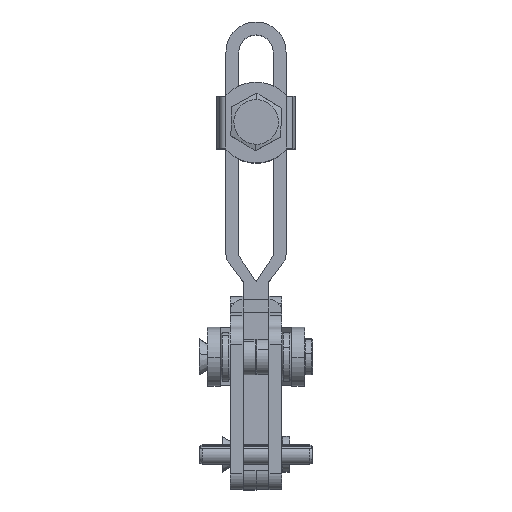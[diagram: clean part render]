
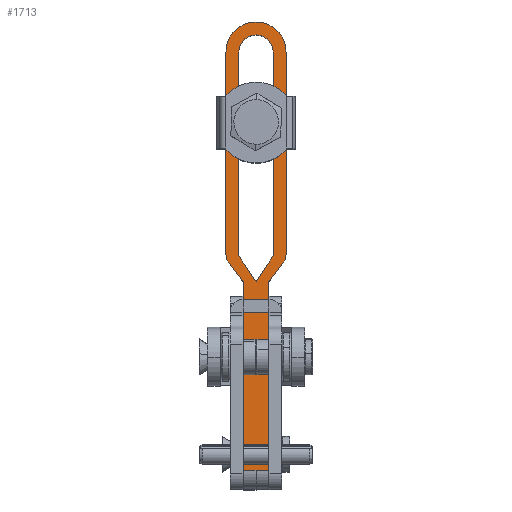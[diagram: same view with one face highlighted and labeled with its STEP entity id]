
A CAD part, front view. The second image highlights one B-rep face of the part: STEP entity #1713.
In plain terms, the highlighted face is planar.
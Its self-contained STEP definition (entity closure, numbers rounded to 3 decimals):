
#136 = LINE ( 'NONE', #19078, #7673 ) ;
#520 = CARTESIAN_POINT ( 'NONE',  ( -77276.963, -5243.678, 13.3 ) ) ;
#978 = DIRECTION ( 'NONE',  ( 0., 1., 0. ) ) ;
#1172 = LINE ( 'NONE', #20202, #35348 ) ;
#1506 = DIRECTION ( 'NONE',  ( 0., -1., 0. ) ) ;
#1673 = ORIENTED_EDGE ( 'NONE', *, *, #29578, .F. ) ;
#1713 = ADVANCED_FACE ( 'NONE', ( #23934, #40998 ), #32173, .F. ) ;
#1835 = CARTESIAN_POINT ( 'NONE',  ( -77276.963, -5310.35, 0. ) ) ;
#2057 = EDGE_CURVE ( 'NONE', #39290, #2102, #39449, .T. ) ;
#2063 = VERTEX_POINT ( 'NONE', #6905 ) ;
#2102 = VERTEX_POINT ( 'NONE', #35848 ) ;
#2373 = DIRECTION ( 'NONE',  ( 1., 0., 0. ) ) ;
#2599 = CARTESIAN_POINT ( 'NONE',  ( -77276.963, -5309.948, 14.6 ) ) ;
#2875 = CARTESIAN_POINT ( 'NONE',  ( -77276.963, -5355.997, 54.006 ) ) ;
#3138 = DIRECTION ( 'NONE',  ( 0., -0.799, -0.602 ) ) ;
#3594 = CARTESIAN_POINT ( 'NONE',  ( -77276.963, -5372.948, 4. ) ) ;
#3667 = ORIENTED_EDGE ( 'NONE', *, *, #33932, .F. ) ;
#3691 = VECTOR ( 'NONE', #15568, 1000. ) ;
#4584 = VECTOR ( 'NONE', #9537, 1000. ) ;
#4841 = LINE ( 'NONE', #33919, #37999 ) ;
#5636 = DIRECTION ( 'NONE',  ( 0., 0.833, 0.554 ) ) ;
#6103 = DIRECTION ( 'NONE',  ( 0., -0.799, 0.602 ) ) ;
#6478 = LINE ( 'NONE', #19143, #22558 ) ;
#6686 = EDGE_LOOP ( 'NONE', ( #1673, #23366, #28792, #39083, #39179 ) ) ;
#6755 = DIRECTION ( 'NONE',  ( 0., 0., -1. ) ) ;
#6905 = CARTESIAN_POINT ( 'NONE',  ( -77276.963, -5309.948, 4. ) ) ;
#7673 = VECTOR ( 'NONE', #38326, 1000. ) ;
#7686 = LINE ( 'NONE', #20728, #8687 ) ;
#7705 = EDGE_CURVE ( 'NONE', #2102, #20471, #6478, .T. ) ;
#8215 = DIRECTION ( 'NONE',  ( 0., 1., 0. ) ) ;
#8468 = CARTESIAN_POINT ( 'NONE',  ( -77276.963, -5310.35, 18.6 ) ) ;
#8687 = VECTOR ( 'NONE', #1506, 1000. ) ;
#8959 = DIRECTION ( 'NONE',  ( 1., 0., 0. ) ) ;
#9389 = VERTEX_POINT ( 'NONE', #40327 ) ;
#9537 = DIRECTION ( 'NONE',  ( 0., 0., -1. ) ) ;
#9826 = DIRECTION ( 'NONE',  ( -1., 0., 0. ) ) ;
#10060 = EDGE_CURVE ( 'NONE', #40589, #2063, #136, .T. ) ;
#10420 = DIRECTION ( 'NONE',  ( -1., 0., 0. ) ) ;
#10729 = LINE ( 'NONE', #26011, #26836 ) ;
#10829 = VERTEX_POINT ( 'NONE', #32113 ) ;
#11487 = AXIS2_PLACEMENT_3D ( 'NONE', #19780, #9826, #13332 ) ;
#11780 = LINE ( 'NONE', #2875, #27874 ) ;
#12354 = CARTESIAN_POINT ( 'NONE',  ( -77276.963, -5301.978, 9.3 ) ) ;
#12780 = CARTESIAN_POINT ( 'NONE',  ( -77276.963, -5243.678, 18.6 ) ) ;
#13332 = DIRECTION ( 'NONE',  ( 0., 0., 1. ) ) ;
#14130 = LINE ( 'NONE', #12780, #4584 ) ;
#14185 = VERTEX_POINT ( 'NONE', #14199 ) ;
#14199 = CARTESIAN_POINT ( 'NONE',  ( -77276.963, -5372.948, 14.6 ) ) ;
#14460 = CARTESIAN_POINT ( 'NONE',  ( -77276.963, -5310.35, 4. ) ) ;
#15155 = AXIS2_PLACEMENT_3D ( 'NONE', #14460, #36930, #17693 ) ;
#15433 = CARTESIAN_POINT ( 'NONE',  ( -77276.963, -5301.978, 13.3 ) ) ;
#15568 = DIRECTION ( 'NONE',  ( 0., -0.833, 0.554 ) ) ;
#16072 = CARTESIAN_POINT ( 'NONE',  ( -77276.963, -5243.678, 5.3 ) ) ;
#17325 = VECTOR ( 'NONE', #5636, 1000. ) ;
#17485 = EDGE_CURVE ( 'NONE', #40755, #9389, #25858, .T. ) ;
#17598 = VECTOR ( 'NONE', #38347, 1000. ) ;
#17693 = DIRECTION ( 'NONE',  ( 0., 0., 1. ) ) ;
#17760 = CIRCLE ( 'NONE', #41041, 5.3 ) ;
#17980 = EDGE_CURVE ( 'NONE', #35529, #20674, #10729, .T. ) ;
#18342 = EDGE_CURVE ( 'NONE', #14185, #40589, #17760, .T. ) ;
#18946 = AXIS2_PLACEMENT_3D ( 'NONE', #29696, #10420, #32906 ) ;
#19078 = CARTESIAN_POINT ( 'NONE',  ( -77276.963, -5372.948, 4. ) ) ;
#19143 = CARTESIAN_POINT ( 'NONE',  ( -77276.963, -5301.978, 5.3 ) ) ;
#19780 = CARTESIAN_POINT ( 'NONE',  ( -77276.963, -5382.678, 18.6 ) ) ;
#20202 = CARTESIAN_POINT ( 'NONE',  ( -77276.963, -5382.678, 0. ) ) ;
#20223 = VERTEX_POINT ( 'NONE', #28896 ) ;
#20471 = VERTEX_POINT ( 'NONE', #38114 ) ;
#20674 = VERTEX_POINT ( 'NONE', #32496 ) ;
#20728 = CARTESIAN_POINT ( 'NONE',  ( -77276.963, -5372.948, 14.6 ) ) ;
#20792 = LINE ( 'NONE', #12354, #3691 ) ;
#21403 = ORIENTED_EDGE ( 'NONE', *, *, #39860, .T. ) ;
#21599 = CARTESIAN_POINT ( 'NONE',  ( -77276.963, -5372.948, 9.3 ) ) ;
#22033 = EDGE_CURVE ( 'NONE', #20223, #35910, #27617, .T. ) ;
#22047 = VERTEX_POINT ( 'NONE', #15433 ) ;
#22212 = ORIENTED_EDGE ( 'NONE', *, *, #22033, .T. ) ;
#22375 = VECTOR ( 'NONE', #22922, 1000. ) ;
#22443 = ORIENTED_EDGE ( 'NONE', *, *, #39185, .T. ) ;
#22558 = VECTOR ( 'NONE', #3138, 1000. ) ;
#22922 = DIRECTION ( 'NONE',  ( 0., -1., 0. ) ) ;
#23366 = ORIENTED_EDGE ( 'NONE', *, *, #28827, .F. ) ;
#23934 = FACE_BOUND ( 'NONE', #6686, .T. ) ;
#24860 = DIRECTION ( 'NONE',  ( 0., 0., -1. ) ) ;
#25061 = CIRCLE ( 'NONE', #15155, 4. ) ;
#25858 = CIRCLE ( 'NONE', #18946, 9.3 ) ;
#25875 = LINE ( 'NONE', #28149, #17325 ) ;
#25894 = VERTEX_POINT ( 'NONE', #2599 ) ;
#26011 = CARTESIAN_POINT ( 'NONE',  ( -77276.963, -5243.678, 18.6 ) ) ;
#26151 = LINE ( 'NONE', #35130, #17598 ) ;
#26836 = VECTOR ( 'NONE', #6755, 1000. ) ;
#27617 = CIRCLE ( 'NONE', #31500, 4. ) ;
#27874 = VECTOR ( 'NONE', #6103, 1000. ) ;
#28122 = ORIENTED_EDGE ( 'NONE', *, *, #2057, .F. ) ;
#28149 = CARTESIAN_POINT ( 'NONE',  ( -77276.963, -5309.948, 4. ) ) ;
#28239 = CARTESIAN_POINT ( 'NONE',  ( -77276.963, -5310.35, 14.6 ) ) ;
#28682 = ORIENTED_EDGE ( 'NONE', *, *, #17485, .F. ) ;
#28792 = ORIENTED_EDGE ( 'NONE', *, *, #10060, .F. ) ;
#28827 = EDGE_CURVE ( 'NONE', #2063, #10829, #25875, .T. ) ;
#28896 = CARTESIAN_POINT ( 'NONE',  ( -77276.963, -5307.942, 17.795 ) ) ;
#29578 = EDGE_CURVE ( 'NONE', #10829, #25894, #20792, .T. ) ;
#29696 = CARTESIAN_POINT ( 'NONE',  ( -77276.963, -5372.948, 9.3 ) ) ;
#30010 = EDGE_CURVE ( 'NONE', #25894, #14185, #7686, .T. ) ;
#31109 = EDGE_CURVE ( 'NONE', #20674, #39290, #14130, .T. ) ;
#31472 = DIRECTION ( 'NONE',  ( 0., 0., 1. ) ) ;
#31500 = AXIS2_PLACEMENT_3D ( 'NONE', #28239, #8959, #31472 ) ;
#32113 = CARTESIAN_POINT ( 'NONE',  ( -77276.963, -5301.978, 9.3 ) ) ;
#32173 = PLANE ( 'NONE',  #11487 ) ;
#32496 = CARTESIAN_POINT ( 'NONE',  ( -77276.963, -5243.678, 9.3 ) ) ;
#32906 = DIRECTION ( 'NONE',  ( 0., 0., -1. ) ) ;
#33919 = CARTESIAN_POINT ( 'NONE',  ( -77276.963, -5382.678, 18.6 ) ) ;
#33932 = EDGE_CURVE ( 'NONE', #22047, #35529, #26151, .T. ) ;
#34335 = ORIENTED_EDGE ( 'NONE', *, *, #31109, .F. ) ;
#35077 = EDGE_CURVE ( 'NONE', #35112, #20471, #25061, .T. ) ;
#35112 = VERTEX_POINT ( 'NONE', #1835 ) ;
#35130 = CARTESIAN_POINT ( 'NONE',  ( -77276.963, -5301.978, 13.3 ) ) ;
#35348 = VECTOR ( 'NONE', #978, 1000. ) ;
#35529 = VERTEX_POINT ( 'NONE', #520 ) ;
#35706 = CARTESIAN_POINT ( 'NONE',  ( -77276.963, -5301.978, 5.3 ) ) ;
#35848 = CARTESIAN_POINT ( 'NONE',  ( -77276.963, -5301.978, 5.3 ) ) ;
#35910 = VERTEX_POINT ( 'NONE', #8468 ) ;
#36716 = ORIENTED_EDGE ( 'NONE', *, *, #35077, .T. ) ;
#36930 = DIRECTION ( 'NONE',  ( 1., 0., 0. ) ) ;
#37722 = EDGE_CURVE ( 'NONE', #9389, #35910, #4841, .T. ) ;
#37999 = VECTOR ( 'NONE', #8215, 1000. ) ;
#38114 = CARTESIAN_POINT ( 'NONE',  ( -77276.963, -5307.942, 0.805 ) ) ;
#38326 = DIRECTION ( 'NONE',  ( 0., 1., 0. ) ) ;
#38347 = DIRECTION ( 'NONE',  ( 0., 1., 0. ) ) ;
#38390 = ORIENTED_EDGE ( 'NONE', *, *, #37722, .F. ) ;
#38537 = ORIENTED_EDGE ( 'NONE', *, *, #7705, .F. ) ;
#39008 = EDGE_LOOP ( 'NONE', ( #22443, #22212, #38390, #28682, #21403, #36716, #38537, #28122, #34335, #39947, #3667 ) ) ;
#39083 = ORIENTED_EDGE ( 'NONE', *, *, #18342, .F. ) ;
#39179 = ORIENTED_EDGE ( 'NONE', *, *, #30010, .F. ) ;
#39185 = EDGE_CURVE ( 'NONE', #22047, #20223, #11780, .T. ) ;
#39290 = VERTEX_POINT ( 'NONE', #16072 ) ;
#39449 = LINE ( 'NONE', #35706, #22375 ) ;
#39513 = CARTESIAN_POINT ( 'NONE',  ( -77276.963, -5372.948, 0. ) ) ;
#39860 = EDGE_CURVE ( 'NONE', #40755, #35112, #1172, .T. ) ;
#39947 = ORIENTED_EDGE ( 'NONE', *, *, #17980, .F. ) ;
#40327 = CARTESIAN_POINT ( 'NONE',  ( -77276.963, -5372.948, 18.6 ) ) ;
#40589 = VERTEX_POINT ( 'NONE', #3594 ) ;
#40755 = VERTEX_POINT ( 'NONE', #39513 ) ;
#40998 = FACE_OUTER_BOUND ( 'NONE', #39008, .T. ) ;
#41041 = AXIS2_PLACEMENT_3D ( 'NONE', #21599, #2373, #24860 ) ;
